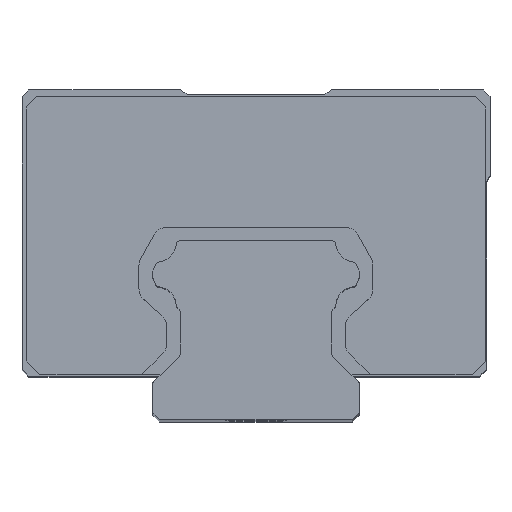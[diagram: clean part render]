
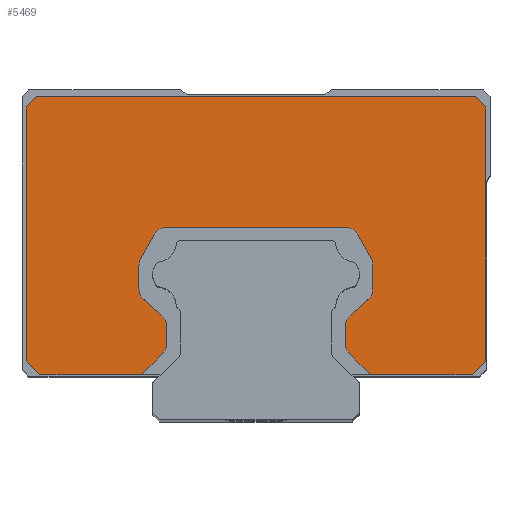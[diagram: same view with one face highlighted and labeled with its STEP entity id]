
A CAD part, top view. The second image highlights one B-rep face of the part: STEP entity #5469.
In plain terms, the highlighted face is planar.
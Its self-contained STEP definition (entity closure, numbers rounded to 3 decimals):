
#198=CIRCLE('',#7664,1.);
#199=CIRCLE('',#7665,1.);
#200=CIRCLE('',#7666,1.);
#201=CIRCLE('',#7667,1.);
#202=CIRCLE('',#7668,1.);
#203=CIRCLE('',#7669,1.);
#204=CIRCLE('',#7670,1.);
#205=CIRCLE('',#7671,1.);
#206=CIRCLE('',#7672,1.);
#207=CIRCLE('',#7673,1.);
#1184=ORIENTED_EDGE('',*,*,#2538,.F.);
#1185=ORIENTED_EDGE('',*,*,#2539,.T.);
#1186=ORIENTED_EDGE('',*,*,#2380,.F.);
#1187=ORIENTED_EDGE('',*,*,#2540,.F.);
#1188=ORIENTED_EDGE('',*,*,#2541,.F.);
#1189=ORIENTED_EDGE('',*,*,#2542,.F.);
#1190=ORIENTED_EDGE('',*,*,#2543,.F.);
#1191=ORIENTED_EDGE('',*,*,#2544,.F.);
#1192=ORIENTED_EDGE('',*,*,#2545,.F.);
#1193=ORIENTED_EDGE('',*,*,#2546,.F.);
#1194=ORIENTED_EDGE('',*,*,#2547,.F.);
#1195=ORIENTED_EDGE('',*,*,#2548,.T.);
#1196=ORIENTED_EDGE('',*,*,#2549,.F.);
#1197=ORIENTED_EDGE('',*,*,#2550,.T.);
#1198=ORIENTED_EDGE('',*,*,#2551,.F.);
#1199=ORIENTED_EDGE('',*,*,#2552,.T.);
#1200=ORIENTED_EDGE('',*,*,#2553,.T.);
#1201=ORIENTED_EDGE('',*,*,#2554,.T.);
#1202=ORIENTED_EDGE('',*,*,#2555,.T.);
#1203=ORIENTED_EDGE('',*,*,#2556,.T.);
#1204=ORIENTED_EDGE('',*,*,#2557,.T.);
#1205=ORIENTED_EDGE('',*,*,#2558,.T.);
#1206=ORIENTED_EDGE('',*,*,#2559,.T.);
#1207=ORIENTED_EDGE('',*,*,#2560,.T.);
#1208=ORIENTED_EDGE('',*,*,#2561,.T.);
#1209=ORIENTED_EDGE('',*,*,#2562,.T.);
#1210=ORIENTED_EDGE('',*,*,#2563,.T.);
#1211=ORIENTED_EDGE('',*,*,#2564,.T.);
#1212=ORIENTED_EDGE('',*,*,#2565,.F.);
#1213=ORIENTED_EDGE('',*,*,#2566,.T.);
#2380=EDGE_CURVE('',#3105,#3106,#3646,.T.);
#2538=EDGE_CURVE('',#3242,#3243,#198,.T.);
#2539=EDGE_CURVE('',#3242,#3106,#3758,.T.);
#2540=EDGE_CURVE('',#3244,#3105,#3759,.T.);
#2541=EDGE_CURVE('',#3245,#3244,#3760,.T.);
#2542=EDGE_CURVE('',#3246,#3245,#3761,.T.);
#2543=EDGE_CURVE('',#3247,#3246,#3762,.T.);
#2544=EDGE_CURVE('',#3248,#3247,#3763,.T.);
#2545=EDGE_CURVE('',#3249,#3248,#3764,.T.);
#2546=EDGE_CURVE('',#3250,#3249,#3765,.T.);
#2547=EDGE_CURVE('',#3251,#3250,#3766,.T.);
#2548=EDGE_CURVE('',#3251,#3252,#3767,.T.);
#2549=EDGE_CURVE('',#3253,#3252,#199,.T.);
#2550=EDGE_CURVE('',#3253,#3254,#3768,.T.);
#2551=EDGE_CURVE('',#3255,#3254,#200,.T.);
#2552=EDGE_CURVE('',#3255,#3256,#3769,.T.);
#2553=EDGE_CURVE('',#3256,#3257,#201,.T.);
#2554=EDGE_CURVE('',#3257,#3258,#3770,.T.);
#2555=EDGE_CURVE('',#3258,#3259,#202,.T.);
#2556=EDGE_CURVE('',#3259,#3260,#3771,.T.);
#2557=EDGE_CURVE('',#3260,#3261,#203,.T.);
#2558=EDGE_CURVE('',#3261,#3262,#3772,.T.);
#2559=EDGE_CURVE('',#3262,#3263,#204,.T.);
#2560=EDGE_CURVE('',#3263,#3264,#3773,.T.);
#2561=EDGE_CURVE('',#3264,#3265,#205,.T.);
#2562=EDGE_CURVE('',#3265,#3266,#3774,.T.);
#2563=EDGE_CURVE('',#3266,#3267,#206,.T.);
#2564=EDGE_CURVE('',#3267,#3268,#3775,.T.);
#2565=EDGE_CURVE('',#3269,#3268,#207,.T.);
#2566=EDGE_CURVE('',#3269,#3243,#3776,.T.);
#3105=VERTEX_POINT('',#10246);
#3106=VERTEX_POINT('',#10248);
#3242=VERTEX_POINT('',#10561);
#3243=VERTEX_POINT('',#10562);
#3244=VERTEX_POINT('',#10565);
#3245=VERTEX_POINT('',#10567);
#3246=VERTEX_POINT('',#10569);
#3247=VERTEX_POINT('',#10571);
#3248=VERTEX_POINT('',#10573);
#3249=VERTEX_POINT('',#10575);
#3250=VERTEX_POINT('',#10577);
#3251=VERTEX_POINT('',#10579);
#3252=VERTEX_POINT('',#10581);
#3253=VERTEX_POINT('',#10583);
#3254=VERTEX_POINT('',#10585);
#3255=VERTEX_POINT('',#10587);
#3256=VERTEX_POINT('',#10589);
#3257=VERTEX_POINT('',#10591);
#3258=VERTEX_POINT('',#10593);
#3259=VERTEX_POINT('',#10595);
#3260=VERTEX_POINT('',#10597);
#3261=VERTEX_POINT('',#10599);
#3262=VERTEX_POINT('',#10601);
#3263=VERTEX_POINT('',#10603);
#3264=VERTEX_POINT('',#10605);
#3265=VERTEX_POINT('',#10607);
#3266=VERTEX_POINT('',#10609);
#3267=VERTEX_POINT('',#10611);
#3268=VERTEX_POINT('',#10613);
#3269=VERTEX_POINT('',#10615);
#3646=LINE('',#10247,#4202);
#3758=LINE('',#10563,#4314);
#3759=LINE('',#10564,#4315);
#3760=LINE('',#10566,#4316);
#3761=LINE('',#10568,#4317);
#3762=LINE('',#10570,#4318);
#3763=LINE('',#10572,#4319);
#3764=LINE('',#10574,#4320);
#3765=LINE('',#10576,#4321);
#3766=LINE('',#10578,#4322);
#3767=LINE('',#10580,#4323);
#3768=LINE('',#10584,#4324);
#3769=LINE('',#10588,#4325);
#3770=LINE('',#10592,#4326);
#3771=LINE('',#10596,#4327);
#3772=LINE('',#10600,#4328);
#3773=LINE('',#10604,#4329);
#3774=LINE('',#10608,#4330);
#3775=LINE('',#10612,#4331);
#3776=LINE('',#10616,#4332);
#4202=VECTOR('',#8574,1000.);
#4314=VECTOR('',#8818,1000.);
#4315=VECTOR('',#8819,1000.);
#4316=VECTOR('',#8820,1000.);
#4317=VECTOR('',#8821,1000.);
#4318=VECTOR('',#8822,1000.);
#4319=VECTOR('',#8823,1000.);
#4320=VECTOR('',#8824,1000.);
#4321=VECTOR('',#8825,1000.);
#4322=VECTOR('',#8826,1000.);
#4323=VECTOR('',#8827,1000.);
#4324=VECTOR('',#8830,1000.);
#4325=VECTOR('',#8833,1000.);
#4326=VECTOR('',#8836,1000.);
#4327=VECTOR('',#8839,1000.);
#4328=VECTOR('',#8842,1000.);
#4329=VECTOR('',#8845,1000.);
#4330=VECTOR('',#8848,1000.);
#4331=VECTOR('',#8851,1000.);
#4332=VECTOR('',#8854,1000.);
#4694=EDGE_LOOP('',(#1184,#1185,#1186,#1187,#1188,#1189,#1190,#1191,#1192,
#1193,#1194,#1195,#1196,#1197,#1198,#1199,#1200,#1201,#1202,#1203,#1204,
#1205,#1206,#1207,#1208,#1209,#1210,#1211,#1212,#1213));
#5010=FACE_BOUND('',#4694,.T.);
#5259=PLANE('',#7663);
#5469=ADVANCED_FACE('',(#5010),#5259,.F.);
#7663=AXIS2_PLACEMENT_3D('',#10559,#8814,#8815);
#7664=AXIS2_PLACEMENT_3D('',#10560,#8816,#8817);
#7665=AXIS2_PLACEMENT_3D('',#10582,#8828,#8829);
#7666=AXIS2_PLACEMENT_3D('',#10586,#8831,#8832);
#7667=AXIS2_PLACEMENT_3D('',#10590,#8834,#8835);
#7668=AXIS2_PLACEMENT_3D('',#10594,#8837,#8838);
#7669=AXIS2_PLACEMENT_3D('',#10598,#8840,#8841);
#7670=AXIS2_PLACEMENT_3D('',#10602,#8843,#8844);
#7671=AXIS2_PLACEMENT_3D('',#10606,#8846,#8847);
#7672=AXIS2_PLACEMENT_3D('',#10610,#8849,#8850);
#7673=AXIS2_PLACEMENT_3D('',#10614,#8852,#8853);
#8574=DIRECTION('',(1.,0.,0.));
#8814=DIRECTION('',(0.,0.,1.));
#8815=DIRECTION('',(1.,0.,0.));
#8816=DIRECTION('',(0.,0.,1.));
#8817=DIRECTION('',(1.,0.,0.));
#8818=DIRECTION('',(-0.707,-0.707,0.));
#8819=DIRECTION('',(0.707,-0.707,0.));
#8820=DIRECTION('',(0.,-1.,0.));
#8821=DIRECTION('',(-0.707,-0.707,0.));
#8822=DIRECTION('',(-1.,0.,0.));
#8823=DIRECTION('',(-0.707,0.707,0.));
#8824=DIRECTION('',(0.,1.,0.));
#8825=DIRECTION('',(0.707,0.707,0.));
#8826=DIRECTION('',(1.,0.,0.));
#8827=DIRECTION('',(-0.707,0.707,0.));
#8828=DIRECTION('',(0.,0.,1.));
#8829=DIRECTION('',(1.,0.,0.));
#8830=DIRECTION('',(0.,1.,0.));
#8831=DIRECTION('',(0.,0.,1.));
#8832=DIRECTION('',(1.,0.,0.));
#8833=DIRECTION('',(0.745,0.667,0.));
#8834=DIRECTION('',(0.,0.,1.));
#8835=DIRECTION('',(1.,0.,0.));
#8836=DIRECTION('',(0.,1.,0.));
#8837=DIRECTION('',(0.,0.,1.));
#8838=DIRECTION('',(1.,0.,0.));
#8839=DIRECTION('',(-0.489,0.873,0.));
#8840=DIRECTION('',(0.,0.,1.));
#8841=DIRECTION('',(1.,0.,0.));
#8842=DIRECTION('',(-1.,0.,0.));
#8843=DIRECTION('',(0.,0.,1.));
#8844=DIRECTION('',(1.,0.,0.));
#8845=DIRECTION('',(-0.489,-0.873,0.));
#8846=DIRECTION('',(0.,0.,1.));
#8847=DIRECTION('',(1.,0.,0.));
#8848=DIRECTION('',(0.,-1.,0.));
#8849=DIRECTION('',(0.,0.,1.));
#8850=DIRECTION('',(1.,0.,0.));
#8851=DIRECTION('',(0.745,-0.667,0.));
#8852=DIRECTION('',(0.,0.,1.));
#8853=DIRECTION('',(1.,0.,0.));
#8854=DIRECTION('',(0.,-1.,0.));
#10246=CARTESIAN_POINT('',(-15.7,3.3,-27.95));
#10247=CARTESIAN_POINT('',(-15.7,3.3,-27.95));
#10248=CARTESIAN_POINT('',(-8.314,3.3,-27.95));
#10559=CARTESIAN_POINT('',(0.,0.,-27.95));
#10560=CARTESIAN_POINT('',(-7.5,5.529,-27.95));
#10561=CARTESIAN_POINT('',(-6.793,4.822,-27.95));
#10562=CARTESIAN_POINT('',(-6.5,5.529,-27.95));
#10563=CARTESIAN_POINT('',(-6.793,4.822,-27.95));
#10564=CARTESIAN_POINT('',(-16.7,4.3,-27.95));
#10565=CARTESIAN_POINT('',(-16.7,4.3,-27.95));
#10566=CARTESIAN_POINT('',(-16.7,22.75,-27.95));
#10567=CARTESIAN_POINT('',(-16.7,22.75,-27.95));
#10568=CARTESIAN_POINT('',(-15.95,23.5,-27.95));
#10569=CARTESIAN_POINT('',(-15.95,23.5,-27.95));
#10570=CARTESIAN_POINT('',(15.95,23.5,-27.95));
#10571=CARTESIAN_POINT('',(15.95,23.5,-27.95));
#10572=CARTESIAN_POINT('',(16.7,22.75,-27.95));
#10573=CARTESIAN_POINT('',(16.7,22.75,-27.95));
#10574=CARTESIAN_POINT('',(16.7,4.3,-27.95));
#10575=CARTESIAN_POINT('',(16.7,4.3,-27.95));
#10576=CARTESIAN_POINT('',(15.7,3.3,-27.95));
#10577=CARTESIAN_POINT('',(15.7,3.3,-27.95));
#10578=CARTESIAN_POINT('',(-15.7,3.3,-27.95));
#10579=CARTESIAN_POINT('',(8.314,3.3,-27.95));
#10580=CARTESIAN_POINT('',(8.314,3.3,-27.95));
#10581=CARTESIAN_POINT('',(6.793,4.822,-27.95));
#10582=CARTESIAN_POINT('',(7.5,5.529,-27.95));
#10583=CARTESIAN_POINT('',(6.5,5.529,-27.95));
#10584=CARTESIAN_POINT('',(6.5,5.529,-27.95));
#10585=CARTESIAN_POINT('',(6.5,6.855,-27.95));
#10586=CARTESIAN_POINT('',(7.5,6.855,-27.95));
#10587=CARTESIAN_POINT('',(6.833,7.601,-27.95));
#10588=CARTESIAN_POINT('',(6.833,7.601,-27.95));
#10589=CARTESIAN_POINT('',(8.167,8.793,-27.95));
#10590=CARTESIAN_POINT('',(7.5,9.539,-27.95));
#10591=CARTESIAN_POINT('',(8.5,9.539,-27.95));
#10592=CARTESIAN_POINT('',(8.5,9.539,-27.95));
#10593=CARTESIAN_POINT('',(8.5,11.248,-27.95));
#10594=CARTESIAN_POINT('',(7.5,11.248,-27.95));
#10595=CARTESIAN_POINT('',(8.373,11.736,-27.95));
#10596=CARTESIAN_POINT('',(8.373,11.736,-27.95));
#10597=CARTESIAN_POINT('',(7.391,13.489,-27.95));
#10598=CARTESIAN_POINT('',(6.519,13.,-27.95));
#10599=CARTESIAN_POINT('',(6.519,14.,-27.95));
#10600=CARTESIAN_POINT('',(6.519,14.,-27.95));
#10601=CARTESIAN_POINT('',(-6.519,14.,-27.95));
#10602=CARTESIAN_POINT('',(-6.519,13.,-27.95));
#10603=CARTESIAN_POINT('',(-7.391,13.489,-27.95));
#10604=CARTESIAN_POINT('',(-7.391,13.489,-27.95));
#10605=CARTESIAN_POINT('',(-8.373,11.736,-27.95));
#10606=CARTESIAN_POINT('',(-7.5,11.248,-27.95));
#10607=CARTESIAN_POINT('',(-8.5,11.248,-27.95));
#10608=CARTESIAN_POINT('',(-8.5,11.248,-27.95));
#10609=CARTESIAN_POINT('',(-8.5,9.539,-27.95));
#10610=CARTESIAN_POINT('',(-7.5,9.539,-27.95));
#10611=CARTESIAN_POINT('',(-8.167,8.793,-27.95));
#10612=CARTESIAN_POINT('',(-8.167,8.793,-27.95));
#10613=CARTESIAN_POINT('',(-6.833,7.601,-27.95));
#10614=CARTESIAN_POINT('',(-7.5,6.855,-27.95));
#10615=CARTESIAN_POINT('',(-6.5,6.855,-27.95));
#10616=CARTESIAN_POINT('',(-6.5,6.855,-27.95));
